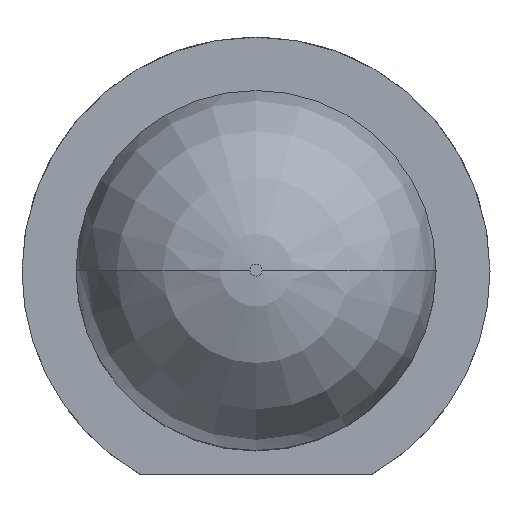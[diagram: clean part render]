
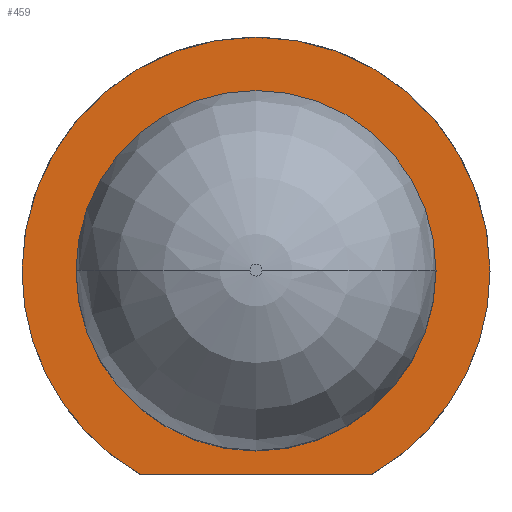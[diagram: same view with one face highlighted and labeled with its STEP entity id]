
A CAD part, top view. The second image highlights one B-rep face of the part: STEP entity #459.
In plain terms, the highlighted planar face has unit normal (0, 0, 1).
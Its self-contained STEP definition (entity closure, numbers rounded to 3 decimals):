
#402=CARTESIAN_POINT('Axis2P3D Location',(0.,0.,0.)) ;
#407=CARTESIAN_POINT('Axis2P3D Location',(0.,0.,0.)) ;
#411=CARTESIAN_POINT('Vertex',(1.95,0.,0.)) ;
#413=CARTESIAN_POINT('Vertex',(0.963,-1.696,0.)) ;
#416=CARTESIAN_POINT('Axis2P3D Location',(0.,0.,0.)) ;
#420=CARTESIAN_POINT('Vertex',(-1.95,0.,0.)) ;
#423=CARTESIAN_POINT('Axis2P3D Location',(0.,0.,0.)) ;
#427=CARTESIAN_POINT('Vertex',(-0.963,-1.696,0.)) ;
#430=CARTESIAN_POINT('Line Origine',(0.,-1.696,0.)) ;
#441=CARTESIAN_POINT('Axis2P3D Location',(0.,0.,0.)) ;
#445=CARTESIAN_POINT('Vertex',(1.5,0.,0.)) ;
#447=CARTESIAN_POINT('Vertex',(-1.5,0.,0.)) ;
#450=CARTESIAN_POINT('Axis2P3D Location',(0.,0.,0.)) ;
#403=DIRECTION('Axis2P3D Direction',(0.,0.,1.)) ;
#404=DIRECTION('Axis2P3D XDirection',(1.,0.,0.)) ;
#408=DIRECTION('Axis2P3D Direction',(0.,0.,1.)) ;
#417=DIRECTION('Axis2P3D Direction',(0.,0.,1.)) ;
#424=DIRECTION('Axis2P3D Direction',(0.,0.,1.)) ;
#431=DIRECTION('Vector Direction',(1.,0.,0.)) ;
#442=DIRECTION('Axis2P3D Direction',(0.,0.,1.)) ;
#451=DIRECTION('Axis2P3D Direction',(0.,0.,1.)) ;
#405=AXIS2_PLACEMENT_3D('Plane Axis2P3D',#402,#403,#404) ;
#409=AXIS2_PLACEMENT_3D('Circle Axis2P3D',#407,#408,$) ;
#418=AXIS2_PLACEMENT_3D('Circle Axis2P3D',#416,#417,$) ;
#425=AXIS2_PLACEMENT_3D('Circle Axis2P3D',#423,#424,$) ;
#443=AXIS2_PLACEMENT_3D('Circle Axis2P3D',#441,#442,$) ;
#452=AXIS2_PLACEMENT_3D('Circle Axis2P3D',#450,#451,$) ;
#436=ORIENTED_EDGE('',*,*,#415,.F.) ;
#437=ORIENTED_EDGE('',*,*,#422,.F.) ;
#438=ORIENTED_EDGE('',*,*,#429,.F.) ;
#439=ORIENTED_EDGE('',*,*,#434,.T.) ;
#456=ORIENTED_EDGE('',*,*,#449,.F.) ;
#457=ORIENTED_EDGE('',*,*,#454,.F.) ;
#458=FACE_BOUND('',#455,.T.) ;
#432=VECTOR('Line Direction',#431,1.) ;
#459=ADVANCED_FACE('PartBody',(#440,#458),#406,.T.) ;
#410=CIRCLE('generated circle',#409,1.95) ;
#419=CIRCLE('generated circle',#418,1.95) ;
#426=CIRCLE('generated circle',#425,1.95) ;
#444=CIRCLE('generated circle',#443,1.5) ;
#453=CIRCLE('generated circle',#452,1.5) ;
#415=EDGE_CURVE('',#412,#414,#410,.F.) ;
#422=EDGE_CURVE('',#421,#412,#419,.F.) ;
#429=EDGE_CURVE('',#428,#421,#426,.F.) ;
#434=EDGE_CURVE('',#428,#414,#433,.T.) ;
#449=EDGE_CURVE('',#446,#448,#444,.T.) ;
#454=EDGE_CURVE('',#448,#446,#453,.T.) ;
#435=EDGE_LOOP('',(#436,#437,#438,#439)) ;
#455=EDGE_LOOP('',(#456,#457)) ;
#440=FACE_OUTER_BOUND('',#435,.T.) ;
#433=LINE('Line',#430,#432) ;
#406=PLANE('Plane',#405) ;
#412=VERTEX_POINT('',#411) ;
#414=VERTEX_POINT('',#413) ;
#421=VERTEX_POINT('',#420) ;
#428=VERTEX_POINT('',#427) ;
#446=VERTEX_POINT('',#445) ;
#448=VERTEX_POINT('',#447) ;
